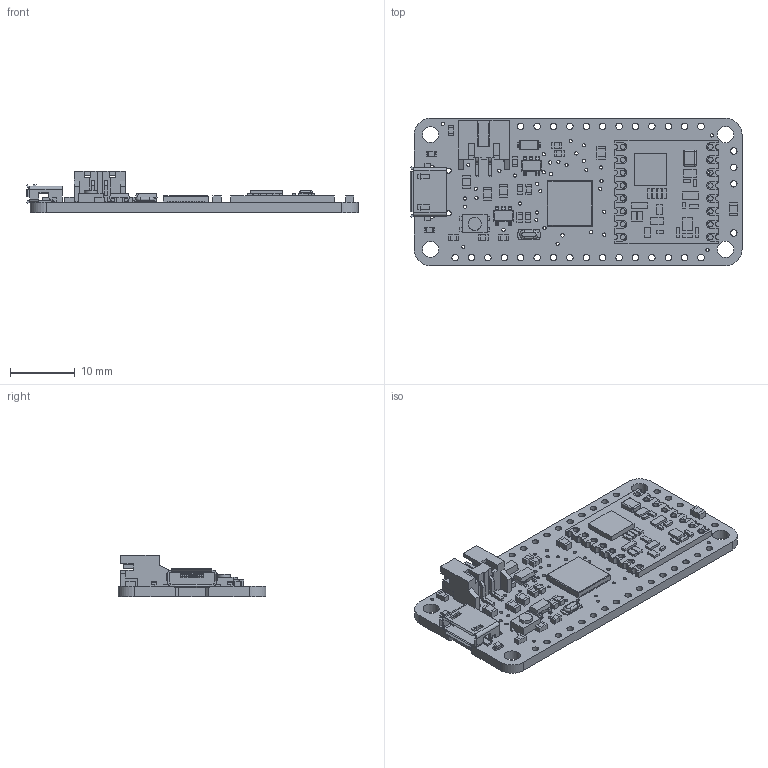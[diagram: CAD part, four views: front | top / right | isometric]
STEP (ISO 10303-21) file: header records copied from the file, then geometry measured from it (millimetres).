
FILE_DESCRIPTION(/* description */ (''),/* implementation_level */ '2;1');
FILE_NAME(/* name */ 'PCB Component.step',/* time_stamp */ '2025-12-08T12:31:52-05:00',/* author */ (''),/* organization */ (''),/* preprocessor_version */ 'ST-DEVELOPER v20.1',/* originating_system */ 'Autodesk Translation Framework v14.21.0.0',/* authorisation */ '');
FILE_SCHEMA (('AUTOMOTIVE_DESIGN { 1 0 10303 214 3 1 1 }'));
Length unit declared in the file: millimetre
Products named in the file (13): PCB Component; Board; 10uF; 100k; ORANGE; SPST_TACT-KMR2; microUSB; MCP73831T-2ACI/OT; MBR120; JSTPH; ATSAMD21G18_QFN; 32.768; RFM69HCW
Assembly tree (28 placements, depth 2):
  PCB Component
    Board
    10uF  x5
    100k  x11
    ORANGE  x2
    SPST_TACT-KMR2
    microUSB
    MCP73831T-2ACI/OT  x2
    MBR120
    JSTPH
    ATSAMD21G18_QFN
    32.768
    RFM69HCW
Bounding box: 51.44 x 22.86 x 6.37 mm (x, y, z)
Volume: 2244.6 mm3; surface area: 4903.2 mm2
Topology: 108 solids, 108 shells, 2000 faces, 5295 edges, 3480 vertices
Faces by surface type: plane 1613, cylinder 373, bspline 8, sphere 4, torus 2
Full cylindrical faces by diameter (mm): 0.5 x80, 0.7 x2, 0.8 x18, 1 x32, 2 x1, 2.5 x2, 2.54 x2
Entity records: 53216 total; most frequent: CARTESIAN_POINT 9120, ORIENTED_EDGE 8854, DIRECTION 8543, EDGE_CURVE 4427, LINE 3709, VECTOR 3709, VERTEX_POINT 2906, AXIS2_PLACEMENT_3D 2417
